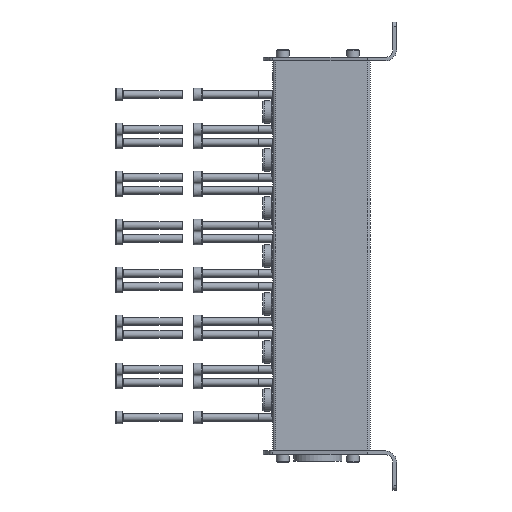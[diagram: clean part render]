
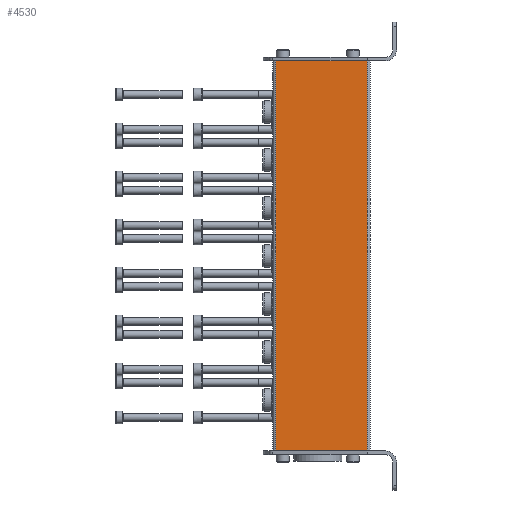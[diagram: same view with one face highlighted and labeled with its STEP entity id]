
A CAD part, left-side view. The second image highlights one B-rep face of the part: STEP entity #4530.
In plain terms, the highlighted planar face has unit normal (-1, 0, 0).
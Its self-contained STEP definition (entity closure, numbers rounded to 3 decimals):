
#334=LINE('',#7276,#572);
#335=LINE('',#7279,#573);
#336=LINE('',#7281,#574);
#337=LINE('',#7283,#575);
#572=VECTOR('',#5589,1000.);
#573=VECTOR('',#5590,1000.);
#574=VECTOR('',#5591,1000.);
#575=VECTOR('',#5592,1000.);
#810=PLANE('',#4927);
#1233=ORIENTED_EDGE('',*,*,#2363,.F.);
#1234=ORIENTED_EDGE('',*,*,#2364,.F.);
#1235=ORIENTED_EDGE('',*,*,#2365,.T.);
#1236=ORIENTED_EDGE('',*,*,#2366,.T.);
#2363=EDGE_CURVE('',#2928,#2929,#334,.T.);
#2364=EDGE_CURVE('',#2930,#2928,#335,.T.);
#2365=EDGE_CURVE('',#2930,#2931,#336,.T.);
#2366=EDGE_CURVE('',#2931,#2929,#337,.T.);
#2928=VERTEX_POINT('',#7277);
#2929=VERTEX_POINT('',#7278);
#2930=VERTEX_POINT('',#7280);
#2931=VERTEX_POINT('',#7282);
#3402=EDGE_LOOP('',(#1233,#1234,#1235,#1236));
#3904=FACE_BOUND('',#3402,.T.);
#4530=ADVANCED_FACE('',(#3904),#810,.T.);
#4927=AXIS2_PLACEMENT_3D('',#7275,#5587,#5588);
#5587=DIRECTION('',(-1.,0.,0.));
#5588=DIRECTION('',(0.,0.,1.));
#5589=DIRECTION('',(0.,-1.,0.));
#5590=DIRECTION('',(0.,0.,1.));
#5591=DIRECTION('',(0.,-1.,0.));
#5592=DIRECTION('',(0.,0.,1.));
#7275=CARTESIAN_POINT('',(-17.,28.,-260.));
#7276=CARTESIAN_POINT('',(-17.,28.,0.));
#7277=CARTESIAN_POINT('',(-17.,28.,0.));
#7278=CARTESIAN_POINT('',(-17.,-33.,0.));
#7279=CARTESIAN_POINT('',(-17.,28.,-260.));
#7280=CARTESIAN_POINT('',(-17.,28.,-260.));
#7281=CARTESIAN_POINT('',(-17.,28.,-260.));
#7282=CARTESIAN_POINT('',(-17.,-33.,-260.));
#7283=CARTESIAN_POINT('',(-17.,-33.,-260.));
